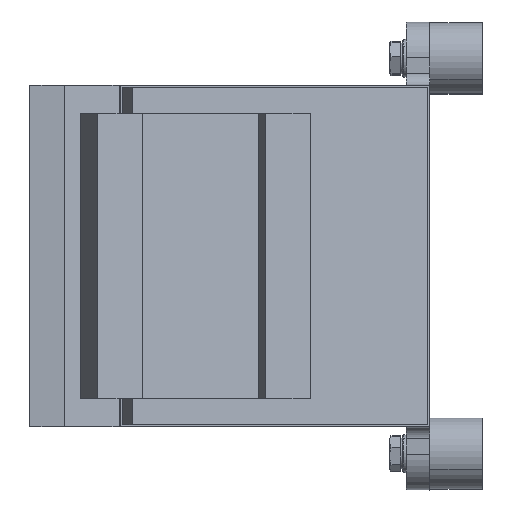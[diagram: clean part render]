
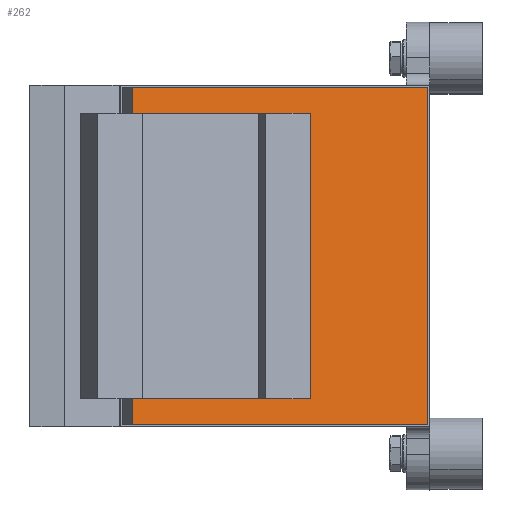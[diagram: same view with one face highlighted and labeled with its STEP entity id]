
A CAD part, left-side view. The second image highlights one B-rep face of the part: STEP entity #262.
In plain terms, the highlighted planar face has unit normal (-0.94, -0.342, 0).
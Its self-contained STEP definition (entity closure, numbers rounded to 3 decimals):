
#248 = VERTEX_POINT ( 'NONE', #2505 ) ;
#249 = VERTEX_POINT ( 'NONE', #2504 ) ;
#250 = ORIENTED_EDGE ( 'NONE', *, *, #251, .F. ) ;
#251 = EDGE_CURVE ( 'NONE', #252, #248, #2503, .T. ) ;
#252 = VERTEX_POINT ( 'NONE', #2499 ) ;
#262 = ADVANCED_FACE ( 'NONE', ( #2483, #2482 ), #2481, .F. ) ;
#263 = EDGE_LOOP ( 'NONE', ( #264, #268, #327, #330 ) ) ;
#264 = ORIENTED_EDGE ( 'NONE', *, *, #265, .T. ) ;
#265 = EDGE_CURVE ( 'NONE', #266, #267, #2476, .T. ) ;
#266 = VERTEX_POINT ( 'NONE', #2537 ) ;
#267 = VERTEX_POINT ( 'NONE', #2536 ) ;
#268 = ORIENTED_EDGE ( 'NONE', *, *, #325, .T. ) ;
#309 = ORIENTED_EDGE ( 'NONE', *, *, #310, .F. ) ;
#310 = EDGE_CURVE ( 'NONE', #311, #252, #2596, .T. ) ;
#311 = VERTEX_POINT ( 'NONE', #2592 ) ;
#312 = ORIENTED_EDGE ( 'NONE', *, *, #313, .F. ) ;
#313 = EDGE_CURVE ( 'NONE', #249, #311, #2591, .T. ) ;
#325 = EDGE_CURVE ( 'NONE', #267, #326, #2631, .T. ) ;
#326 = VERTEX_POINT ( 'NONE', #2627 ) ;
#327 = ORIENTED_EDGE ( 'NONE', *, *, #328, .T. ) ;
#328 = EDGE_CURVE ( 'NONE', #326, #329, #2626, .T. ) ;
#329 = VERTEX_POINT ( 'NONE', #2622 ) ;
#330 = ORIENTED_EDGE ( 'NONE', *, *, #331, .T. ) ;
#331 = EDGE_CURVE ( 'NONE', #329, #266, #2621, .T. ) ;
#332 = EDGE_LOOP ( 'NONE', ( #333, #250, #309, #312 ) ) ;
#333 = ORIENTED_EDGE ( 'NONE', *, *, #334, .F. ) ;
#334 = EDGE_CURVE ( 'NONE', #248, #249, #2617, .T. ) ;
#2474 = VECTOR ( 'NONE', #2538, 1000. ) ;
#2475 = CARTESIAN_POINT ( 'NONE',  ( 35.698, -3.165, 1. ) ) ;
#2476 = LINE ( 'NONE', #2475, #2474 ) ;
#2477 = DIRECTION ( 'NONE',  ( -0.342, 0.94, 0. ) ) ;
#2478 = DIRECTION ( 'NONE',  ( 0.94, 0.342, 0. ) ) ;
#2479 = CARTESIAN_POINT ( 'NONE',  ( -10.934, 124.956, 1. ) ) ;
#2480 = AXIS2_PLACEMENT_3D ( 'NONE', #2479, #2478, #2477 ) ;
#2481 = PLANE ( 'NONE',  #2480 ) ;
#2482 = FACE_BOUND ( 'NONE', #332, .T. ) ;
#2483 = FACE_OUTER_BOUND ( 'NONE', #263, .T. ) ;
#2499 = CARTESIAN_POINT ( 'NONE',  ( 5.825, 78.911, 131.75 ) ) ;
#2500 = DIRECTION ( 'NONE',  ( 0., 0., -1. ) ) ;
#2501 = VECTOR ( 'NONE', #2500, 1000. ) ;
#2502 = CARTESIAN_POINT ( 'NONE',  ( 5.825, 78.911, 11.75 ) ) ;
#2503 = LINE ( 'NONE', #2502, #2501 ) ;
#2504 = CARTESIAN_POINT ( 'NONE',  ( 12.665, 60.117, 11.75 ) ) ;
#2505 = CARTESIAN_POINT ( 'NONE',  ( 5.825, 78.911, 11.75 ) ) ;
#2536 = CARTESIAN_POINT ( 'NONE',  ( 34.204, 0.94, 1. ) ) ;
#2537 = CARTESIAN_POINT ( 'NONE',  ( -10.934, 124.956, 1. ) ) ;
#2538 = DIRECTION ( 'NONE',  ( 0.342, -0.94, 0. ) ) ;
#2588 = DIRECTION ( 'NONE',  ( 0., 0., 1. ) ) ;
#2589 = VECTOR ( 'NONE', #2588, 1000. ) ;
#2590 = CARTESIAN_POINT ( 'NONE',  ( 12.665, 60.117, 131.75 ) ) ;
#2591 = LINE ( 'NONE', #2590, #2589 ) ;
#2592 = CARTESIAN_POINT ( 'NONE',  ( 12.665, 60.117, 131.75 ) ) ;
#2593 = DIRECTION ( 'NONE',  ( -0.342, 0.94, 0. ) ) ;
#2594 = VECTOR ( 'NONE', #2593, 1000. ) ;
#2595 = CARTESIAN_POINT ( 'NONE',  ( 5.825, 78.911, 131.75 ) ) ;
#2596 = LINE ( 'NONE', #2595, #2594 ) ;
#2614 = DIRECTION ( 'NONE',  ( 0.342, -0.94, 0. ) ) ;
#2615 = VECTOR ( 'NONE', #2614, 1000. ) ;
#2616 = CARTESIAN_POINT ( 'NONE',  ( 12.665, 60.117, 11.75 ) ) ;
#2617 = LINE ( 'NONE', #2616, #2615 ) ;
#2618 = DIRECTION ( 'NONE',  ( 0., 0., -1. ) ) ;
#2619 = VECTOR ( 'NONE', #2618, 1000. ) ;
#2620 = CARTESIAN_POINT ( 'NONE',  ( -10.934, 124.956, 1. ) ) ;
#2621 = LINE ( 'NONE', #2620, #2619 ) ;
#2622 = CARTESIAN_POINT ( 'NONE',  ( -10.934, 124.956, 142.5 ) ) ;
#2623 = DIRECTION ( 'NONE',  ( -0.342, 0.94, 0. ) ) ;
#2624 = VECTOR ( 'NONE', #2623, 1000. ) ;
#2625 = CARTESIAN_POINT ( 'NONE',  ( -10.934, 124.956, 142.5 ) ) ;
#2626 = LINE ( 'NONE', #2625, #2624 ) ;
#2627 = CARTESIAN_POINT ( 'NONE',  ( 34.204, 0.94, 142.5 ) ) ;
#2628 = DIRECTION ( 'NONE',  ( 0., 0., 1. ) ) ;
#2629 = VECTOR ( 'NONE', #2628, 1000. ) ;
#2630 = CARTESIAN_POINT ( 'NONE',  ( 34.204, 0.94, 1. ) ) ;
#2631 = LINE ( 'NONE', #2630, #2629 ) ;
